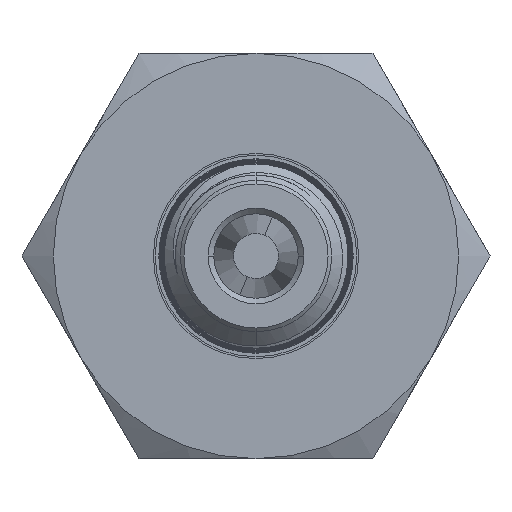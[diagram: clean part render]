
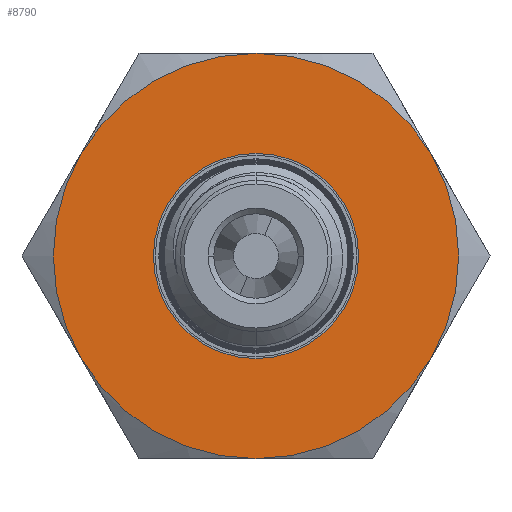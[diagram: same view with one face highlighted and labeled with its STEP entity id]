
A CAD part, left-side view. The second image highlights one B-rep face of the part: STEP entity #8790.
In plain terms, the highlighted planar face has unit normal (-1, 0, 0).
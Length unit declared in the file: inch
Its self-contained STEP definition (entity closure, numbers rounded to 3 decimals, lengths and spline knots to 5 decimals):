
#82 = DIRECTION ( 'NONE',  ( 0., 0., -1. ) ) ;
#282 = VERTEX_POINT ( 'NONE', #16460 ) ;
#445 = CIRCLE ( 'NONE', #4858, 0.28475 ) ;
#509 = VERTEX_POINT ( 'NONE', #7122 ) ;
#546 = DIRECTION ( 'NONE',  ( 0., 0., 1. ) ) ;
#602 = DIRECTION ( 'NONE',  ( 1., 0., 0. ) ) ;
#837 = AXIS2_PLACEMENT_3D ( 'NONE', #7467, #10200, #82 ) ;
#1700 = AXIS2_PLACEMENT_3D ( 'NONE', #12695, #14164, #8295 ) ;
#1879 = CIRCLE ( 'NONE', #17153, 0.5625 ) ;
#2413 = VERTEX_POINT ( 'NONE', #9910 ) ;
#2787 = CIRCLE ( 'NONE', #837, 0.5625 ) ;
#3021 = ORIENTED_EDGE ( 'NONE', *, *, #16904, .F. ) ;
#3311 = EDGE_LOOP ( 'NONE', ( #11128, #4771, #3021, #13768, #9173, #15954 ) ) ;
#3333 = ORIENTED_EDGE ( 'NONE', *, *, #18735, .T. ) ;
#3379 = AXIS2_PLACEMENT_3D ( 'NONE', #6469, #6527, #7875 ) ;
#3740 = EDGE_CURVE ( 'NONE', #509, #6388, #15517, .T. ) ;
#3876 = CARTESIAN_POINT ( 'NONE',  ( -0.9445, 0., 0. ) ) ;
#4065 = VERTEX_POINT ( 'NONE', #15627 ) ;
#4304 = DIRECTION ( 'NONE',  ( 0., 0., -1. ) ) ;
#4771 = ORIENTED_EDGE ( 'NONE', *, *, #18969, .F. ) ;
#4790 = EDGE_CURVE ( 'NONE', #8900, #509, #13430, .T. ) ;
#4858 = AXIS2_PLACEMENT_3D ( 'NONE', #9576, #602, #9510 ) ;
#6388 = VERTEX_POINT ( 'NONE', #11672 ) ;
#6402 = DIRECTION ( 'NONE',  ( 0., 0., -1. ) ) ;
#6469 = CARTESIAN_POINT ( 'NONE',  ( -0.9445, 0., 0. ) ) ;
#6527 = DIRECTION ( 'NONE',  ( 1., 0., 0. ) ) ;
#6609 = PLANE ( 'NONE',  #16123 ) ;
#7044 = DIRECTION ( 'NONE',  ( 0., 0., -1. ) ) ;
#7122 = CARTESIAN_POINT ( 'NONE',  ( -0.9445, 0.48714, 0.28125 ) ) ;
#7392 = CARTESIAN_POINT ( 'NONE',  ( -0.9445, 0.48714, -0.28125 ) ) ;
#7467 = CARTESIAN_POINT ( 'NONE',  ( -0.9445, 0., 0. ) ) ;
#7638 = CARTESIAN_POINT ( 'NONE',  ( -0.9445, -0.48714, 0.28125 ) ) ;
#7672 = AXIS2_PLACEMENT_3D ( 'NONE', #9012, #10454, #4304 ) ;
#7742 = CIRCLE ( 'NONE', #3379, 0.28475 ) ;
#7815 = CARTESIAN_POINT ( 'NONE',  ( -0.9445, 0., 0. ) ) ;
#7875 = DIRECTION ( 'NONE',  ( 0., 0., -1. ) ) ;
#8105 = VERTEX_POINT ( 'NONE', #12521 ) ;
#8149 = CIRCLE ( 'NONE', #9585, 0.5625 ) ;
#8295 = DIRECTION ( 'NONE',  ( 0., 0., -1. ) ) ;
#8790 = ADVANCED_FACE ( 'NONE', ( #15916, #11785 ), #6609, .T. ) ;
#8900 = VERTEX_POINT ( 'NONE', #7392 ) ;
#9012 = CARTESIAN_POINT ( 'NONE',  ( -0.9445, 0., 0. ) ) ;
#9173 = ORIENTED_EDGE ( 'NONE', *, *, #3740, .F. ) ;
#9510 = DIRECTION ( 'NONE',  ( 0., 0., -1. ) ) ;
#9522 = CARTESIAN_POINT ( 'NONE',  ( -0.9445, 0.5625, 0. ) ) ;
#9523 = DIRECTION ( 'NONE',  ( 0., 0., -1. ) ) ;
#9576 = CARTESIAN_POINT ( 'NONE',  ( -0.9445, 0., 0. ) ) ;
#9585 = AXIS2_PLACEMENT_3D ( 'NONE', #17036, #14082, #9523 ) ;
#9910 = CARTESIAN_POINT ( 'NONE',  ( -0.9445, -0.48714, -0.28125 ) ) ;
#10200 = DIRECTION ( 'NONE',  ( 1., 0., 0. ) ) ;
#10454 = DIRECTION ( 'NONE',  ( 1., 0., 0. ) ) ;
#10781 = EDGE_CURVE ( 'NONE', #282, #8900, #2787, .T. ) ;
#11128 = ORIENTED_EDGE ( 'NONE', *, *, #10781, .F. ) ;
#11156 = CIRCLE ( 'NONE', #16413, 0.5625 ) ;
#11672 = CARTESIAN_POINT ( 'NONE',  ( -0.9445, 0., 0.5625 ) ) ;
#11785 = FACE_OUTER_BOUND ( 'NONE', #3311, .T. ) ;
#11802 = VERTEX_POINT ( 'NONE', #7638 ) ;
#12178 = DIRECTION ( 'NONE',  ( 1., 0., 0. ) ) ;
#12521 = CARTESIAN_POINT ( 'NONE',  ( -0.9445, 0., -0.28475 ) ) ;
#12609 = ORIENTED_EDGE ( 'NONE', *, *, #13805, .T. ) ;
#12695 = CARTESIAN_POINT ( 'NONE',  ( -0.9445, 0., 0. ) ) ;
#12737 = DIRECTION ( 'NONE',  ( 1., 0., 0. ) ) ;
#13430 = CIRCLE ( 'NONE', #7672, 0.5625 ) ;
#13768 = ORIENTED_EDGE ( 'NONE', *, *, #18514, .F. ) ;
#13805 = EDGE_CURVE ( 'NONE', #8105, #4065, #7742, .T. ) ;
#14082 = DIRECTION ( 'NONE',  ( 1., 0., 0. ) ) ;
#14164 = DIRECTION ( 'NONE',  ( 1., 0., 0. ) ) ;
#15517 = CIRCLE ( 'NONE', #1700, 0.5625 ) ;
#15627 = CARTESIAN_POINT ( 'NONE',  ( -0.9445, 0., 0.28475 ) ) ;
#15916 = FACE_BOUND ( 'NONE', #16112, .T. ) ;
#15954 = ORIENTED_EDGE ( 'NONE', *, *, #4790, .F. ) ;
#16112 = EDGE_LOOP ( 'NONE', ( #12609, #3333 ) ) ;
#16123 = AXIS2_PLACEMENT_3D ( 'NONE', #9522, #18457, #546 ) ;
#16413 = AXIS2_PLACEMENT_3D ( 'NONE', #3876, #12737, #7044 ) ;
#16460 = CARTESIAN_POINT ( 'NONE',  ( -0.9445, 0., -0.5625 ) ) ;
#16904 = EDGE_CURVE ( 'NONE', #11802, #2413, #8149, .T. ) ;
#17036 = CARTESIAN_POINT ( 'NONE',  ( -0.9445, 0., 0. ) ) ;
#17153 = AXIS2_PLACEMENT_3D ( 'NONE', #7815, #12178, #6402 ) ;
#18457 = DIRECTION ( 'NONE',  ( -1., 0., 0. ) ) ;
#18514 = EDGE_CURVE ( 'NONE', #6388, #11802, #1879, .T. ) ;
#18735 = EDGE_CURVE ( 'NONE', #4065, #8105, #445, .T. ) ;
#18969 = EDGE_CURVE ( 'NONE', #2413, #282, #11156, .T. ) ;
